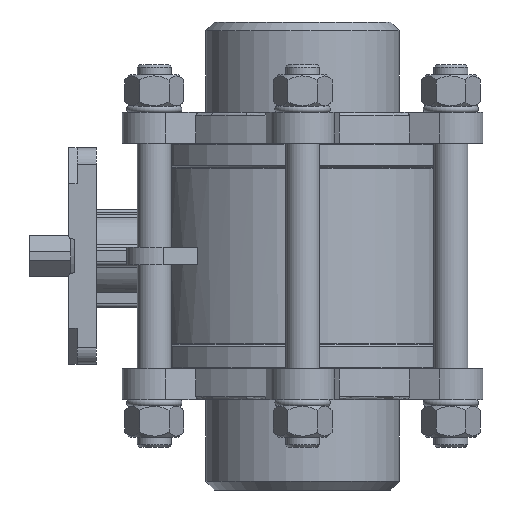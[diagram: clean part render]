
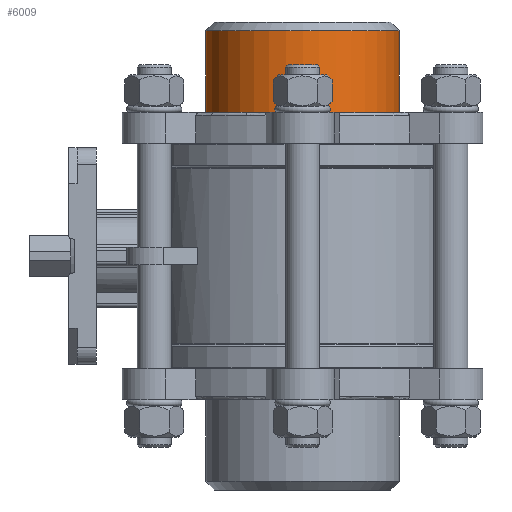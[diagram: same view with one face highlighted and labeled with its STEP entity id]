
A CAD part, left-side view. The second image highlights one B-rep face of the part: STEP entity #6009.
In plain terms, the highlighted cylindrical face has radius 45.5 mm (diameter 91 mm), a full revolution.
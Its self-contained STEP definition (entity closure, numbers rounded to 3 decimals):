
#400=CIRCLE('',#6514,45.5);
#401=CIRCLE('',#6516,45.5);
#608=CYLINDRICAL_SURFACE('',#6515,45.5);
#1125=ORIENTED_EDGE('',*,*,#2724,.F.);
#1126=ORIENTED_EDGE('',*,*,#2723,.T.);
#2723=EDGE_CURVE('',#3499,#3499,#400,.T.);
#2724=EDGE_CURVE('',#3500,#3500,#401,.T.);
#3499=VERTEX_POINT('',#9555);
#3500=VERTEX_POINT('',#9558);
#4711=EDGE_LOOP('',(#1125));
#4712=EDGE_LOOP('',(#1126));
#5262=FACE_BOUND('',#4711,.T.);
#5263=FACE_BOUND('',#4712,.T.);
#6009=ADVANCED_FACE('',(#5262,#5263),#608,.T.);
#6514=AXIS2_PLACEMENT_3D('',#9554,#7551,#7552);
#6515=AXIS2_PLACEMENT_3D('',#9556,#7553,#7554);
#6516=AXIS2_PLACEMENT_3D('',#9557,#7555,#7556);
#7551=DIRECTION('',(0.,0.,-1.));
#7552=DIRECTION('',(-1.,0.,0.));
#7553=DIRECTION('',(0.,0.,-1.));
#7554=DIRECTION('',(-1.,0.,0.));
#7555=DIRECTION('',(0.,0.,-1.));
#7556=DIRECTION('',(-1.,0.,0.));
#9554=CARTESIAN_POINT('',(0.,0.,106.));
#9555=CARTESIAN_POINT('',(-45.5,0.,106.));
#9556=CARTESIAN_POINT('',(0.,0.,-110.));
#9557=CARTESIAN_POINT('',(0.,0.,67.5));
#9558=CARTESIAN_POINT('',(-45.5,0.,67.5));
